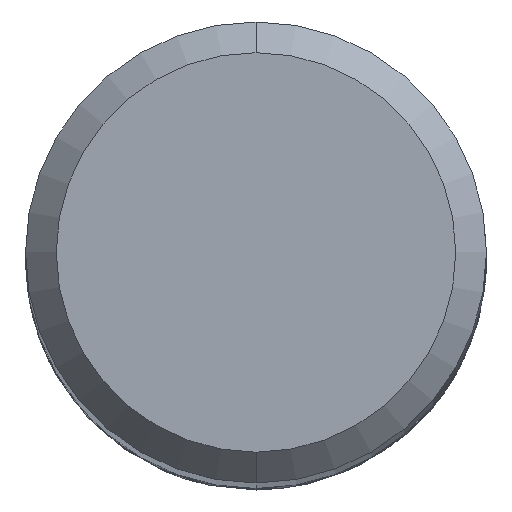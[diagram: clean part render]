
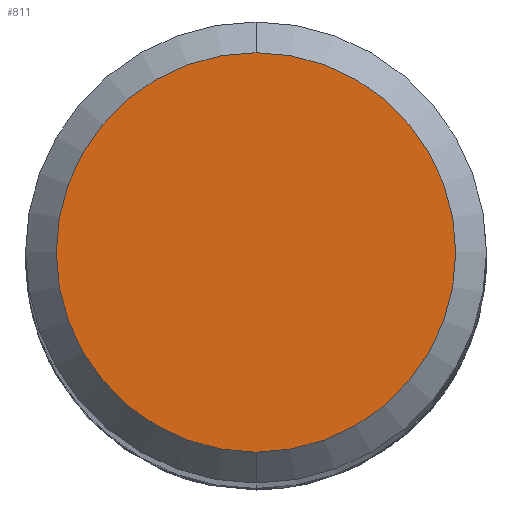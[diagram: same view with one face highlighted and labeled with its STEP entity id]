
A CAD part, top view. The second image highlights one B-rep face of the part: STEP entity #811.
In plain terms, the highlighted planar face has unit normal (0, 0, 1).
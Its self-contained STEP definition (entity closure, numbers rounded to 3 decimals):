
#743=EDGE_CURVE('',#913,#1049,#1699,.T.);
#811=ADVANCED_FACE('',(#1771),#1772,.T.);
#913=VERTEX_POINT('',#1879);
#1021=EDGE_CURVE('',#1049,#913,#1997,.T.);
#1049=VERTEX_POINT('',#2028);
#1699=CIRCLE('',#6129,2.6);
#1771=FACE_OUTER_BOUND('',#6978,.T.);
#1772=PLANE('',#6979);
#1879=CARTESIAN_POINT('',(0.0,2.6,0.0));
#1997=CIRCLE('',#9567,2.6);
#2028=CARTESIAN_POINT('',(0.,-2.6,0.0));
#6129=AXIS2_PLACEMENT_3D('',#13332,#13333,#13334);
#6978=EDGE_LOOP('',(#13381,#13382));
#6979=AXIS2_PLACEMENT_3D('',#13383,#13384,#13385);
#9567=AXIS2_PLACEMENT_3D('',#13580,#13581,#13582);
#13332=CARTESIAN_POINT('',(0.0,0.0,0.0));
#13333=DIRECTION('',(0.0,0.0,-1.0));
#13334=DIRECTION('',(0.0,1.0,0.0));
#13381=ORIENTED_EDGE('',*,*,#743,.F.);
#13382=ORIENTED_EDGE('',*,*,#1021,.F.);
#13383=CARTESIAN_POINT('',(0.0,1.3,0.0));
#13384=DIRECTION('',(-0.0,0.0,1.0));
#13385=DIRECTION('',(0.0,-1.0,0.0));
#13580=CARTESIAN_POINT('',(0.0,0.0,0.0));
#13581=DIRECTION('',(0.0,0.0,-1.0));
#13582=DIRECTION('',(0.0,1.0,0.0));
